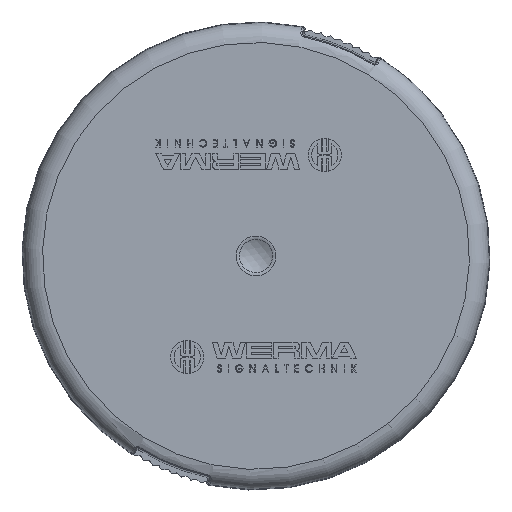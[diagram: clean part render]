
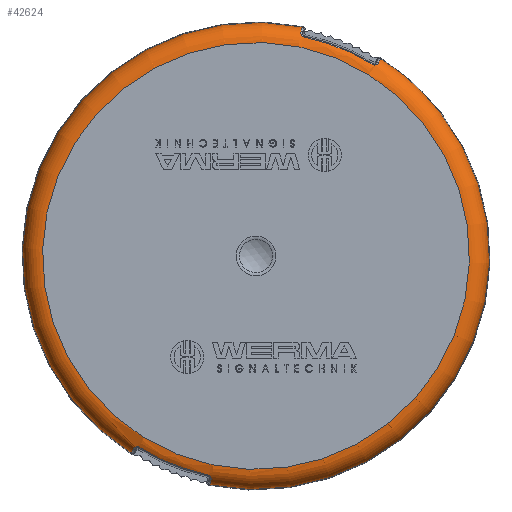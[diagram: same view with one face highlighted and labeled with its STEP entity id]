
A CAD part, top view. The second image highlights one B-rep face of the part: STEP entity #42624.
In plain terms, the highlighted toroidal (fillet/blend) face has major radius 32.153 mm and minor radius 3 mm.
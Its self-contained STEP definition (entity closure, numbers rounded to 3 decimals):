
#106=TOROIDAL_SURFACE('',#45271,32.153,3.);
#1604=CIRCLE('',#44048,32.153);
#1605=CIRCLE('',#44049,32.153);
#2062=CIRCLE('',#45268,33.79);
#2065=CIRCLE('',#45272,35.149);
#2066=CIRCLE('',#45273,3.);
#2067=CIRCLE('',#45274,35.149);
#2068=CIRCLE('',#45275,33.79);
#2069=CIRCLE('',#45276,35.149);
#4658=B_SPLINE_CURVE_WITH_KNOTS('',3,(#111033,#111034,#111035,#111036,#111037,
#111038),.UNSPECIFIED.,.F.,.F.,(4,1,1,4),(-0.115,-0.049,
-0.025,0.),.UNSPECIFIED.);
#4660=B_SPLINE_CURVE_WITH_KNOTS('',3,(#111081,#111082,#111083,#111084,#111085,
#111086),.UNSPECIFIED.,.F.,.F.,(4,1,1,4),(-0.115,-0.082,
-0.049,0.),.UNSPECIFIED.);
#4665=B_SPLINE_CURVE_WITH_KNOTS('',3,(#111193,#111194,#111195,#111196),
 .UNSPECIFIED.,.F.,.F.,(4,4),(-1.866,-1.698),
 .UNSPECIFIED.);
#4673=B_SPLINE_CURVE_WITH_KNOTS('',3,(#111367,#111368,#111369,#111370),
 .UNSPECIFIED.,.F.,.F.,(4,4),(-1.071,-0.902),
 .UNSPECIFIED.);
#4678=B_SPLINE_CURVE_WITH_KNOTS('',3,(#111455,#111456,#111457,#111458),
 .UNSPECIFIED.,.F.,.F.,(4,4),(-1.866,-1.698),
 .UNSPECIFIED.);
#4679=B_SPLINE_CURVE_WITH_KNOTS('',3,(#111460,#111461,#111462,#111463,#111464,
#111465),.UNSPECIFIED.,.F.,.F.,(4,1,1,4),(-0.115,-0.082,
-0.049,0.),.UNSPECIFIED.);
#4680=B_SPLINE_CURVE_WITH_KNOTS('',3,(#111469,#111470,#111471,#111472,#111473,
#111474),.UNSPECIFIED.,.F.,.F.,(4,1,1,4),(-0.115,-0.049,
-0.025,0.),.UNSPECIFIED.);
#4681=B_SPLINE_CURVE_WITH_KNOTS('',3,(#111476,#111477,#111478,#111479),
 .UNSPECIFIED.,.F.,.F.,(4,4),(-1.071,-0.902),
 .UNSPECIFIED.);
#6782=FACE_OUTER_BOUND('',#9268,.T.);
#9268=EDGE_LOOP('',(#34481,#34482,#34483,#34484,#34485,#34486,#34487,#34488,
#34489,#34490,#34491,#34492,#34493,#34494,#34495,#34496,#34497));
#17447=VERTEX_POINT('',#58989);
#17448=VERTEX_POINT('',#58990);
#19514=VERTEX_POINT('',#111031);
#19515=VERTEX_POINT('',#111032);
#19518=VERTEX_POINT('',#111079);
#19519=VERTEX_POINT('',#111080);
#19525=VERTEX_POINT('',#111167);
#19531=VERTEX_POINT('',#111365);
#19534=VERTEX_POINT('',#111449);
#19535=VERTEX_POINT('',#111452);
#19536=VERTEX_POINT('',#111454);
#19537=VERTEX_POINT('',#111459);
#19538=VERTEX_POINT('',#111466);
#19539=VERTEX_POINT('',#111468);
#19540=VERTEX_POINT('',#111475);
#21787=EDGE_CURVE('',#17447,#17448,#1604,.T.);
#21788=EDGE_CURVE('',#17448,#17447,#1605,.T.);
#24772=EDGE_CURVE('',#19514,#19515,#4658,.T.);
#24776=EDGE_CURVE('',#19518,#19519,#4660,.T.);
#24784=EDGE_CURVE('',#19519,#19525,#4665,.T.);
#24789=EDGE_CURVE('',#19515,#19518,#2062,.T.);
#24795=EDGE_CURVE('',#19531,#19514,#4673,.T.);
#24800=EDGE_CURVE('',#19531,#19534,#2065,.T.);
#24801=EDGE_CURVE('',#19534,#17448,#2066,.T.);
#24802=EDGE_CURVE('',#19534,#19535,#2067,.T.);
#24803=EDGE_CURVE('',#19536,#19535,#4678,.T.);
#24804=EDGE_CURVE('',#19537,#19536,#4679,.T.);
#24805=EDGE_CURVE('',#19538,#19537,#2068,.T.);
#24806=EDGE_CURVE('',#19539,#19538,#4680,.T.);
#24807=EDGE_CURVE('',#19540,#19539,#4681,.T.);
#24808=EDGE_CURVE('',#19540,#19525,#2069,.T.);
#34481=ORIENTED_EDGE('',*,*,#24784,.F.);
#34482=ORIENTED_EDGE('',*,*,#24776,.F.);
#34483=ORIENTED_EDGE('',*,*,#24789,.F.);
#34484=ORIENTED_EDGE('',*,*,#24772,.F.);
#34485=ORIENTED_EDGE('',*,*,#24795,.F.);
#34486=ORIENTED_EDGE('',*,*,#24800,.T.);
#34487=ORIENTED_EDGE('',*,*,#24801,.T.);
#34488=ORIENTED_EDGE('',*,*,#21788,.T.);
#34489=ORIENTED_EDGE('',*,*,#21787,.T.);
#34490=ORIENTED_EDGE('',*,*,#24801,.F.);
#34491=ORIENTED_EDGE('',*,*,#24802,.T.);
#34492=ORIENTED_EDGE('',*,*,#24803,.F.);
#34493=ORIENTED_EDGE('',*,*,#24804,.F.);
#34494=ORIENTED_EDGE('',*,*,#24805,.F.);
#34495=ORIENTED_EDGE('',*,*,#24806,.F.);
#34496=ORIENTED_EDGE('',*,*,#24807,.F.);
#34497=ORIENTED_EDGE('',*,*,#24808,.T.);
#42624=ADVANCED_FACE('',(#6782),#106,.T.);
#44048=AXIS2_PLACEMENT_3D('',#58991,#48354,#48355);
#44049=AXIS2_PLACEMENT_3D('',#58992,#48356,#48357);
#45268=AXIS2_PLACEMENT_3D('',#111272,#52261,#52262);
#45271=AXIS2_PLACEMENT_3D('',#111448,#52267,#52268);
#45272=AXIS2_PLACEMENT_3D('',#111450,#52269,#52270);
#45273=AXIS2_PLACEMENT_3D('',#111451,#52271,#52272);
#45274=AXIS2_PLACEMENT_3D('',#111453,#52273,#52274);
#45275=AXIS2_PLACEMENT_3D('',#111467,#52275,#52276);
#45276=AXIS2_PLACEMENT_3D('',#111480,#52277,#52278);
#48354=DIRECTION('center_axis',(0.,0.,
-1.));
#48355=DIRECTION('ref_axis',(0.617,-0.787,0.));
#48356=DIRECTION('center_axis',(0.,0.,
-1.));
#48357=DIRECTION('ref_axis',(0.617,-0.787,0.));
#52261=DIRECTION('center_axis',(0.,0.,
-1.));
#52262=DIRECTION('ref_axis',(-0.373,-0.928,0.));
#52267=DIRECTION('center_axis',(0.,0.,
-1.));
#52268=DIRECTION('ref_axis',(-0.787,-0.617,0.));
#52269=DIRECTION('center_axis',(0.,0.,
1.));
#52270=DIRECTION('ref_axis',(0.617,-0.787,0.));
#52271=DIRECTION('center_axis',(0.617,-0.787,0.));
#52272=DIRECTION('ref_axis',(0.787,0.617,0.));
#52273=DIRECTION('center_axis',(0.,0.,
1.));
#52274=DIRECTION('ref_axis',(0.617,-0.787,0.));
#52275=DIRECTION('center_axis',(0.,0.,
-1.));
#52276=DIRECTION('ref_axis',(0.373,0.928,0.));
#52277=DIRECTION('center_axis',(0.,0.,
1.));
#52278=DIRECTION('ref_axis',(0.617,-0.787,0.));
#58989=CARTESIAN_POINT('',(-19.844,25.299,54.));
#58990=CARTESIAN_POINT('',(25.299,19.844,54.));
#58991=CARTESIAN_POINT('Origin',(0.,0.,
54.));
#58992=CARTESIAN_POINT('Origin',(0.,0.,
54.));
#111031=CARTESIAN_POINT('',(-6.797,-33.817,52.878));
#111032=CARTESIAN_POINT('',(-7.208,-33.012,53.514));
#111033=CARTESIAN_POINT('Ctrl Pts',(-6.797,-33.817,
52.878));
#111034=CARTESIAN_POINT('Ctrl Pts',(-6.756,-33.669,
53.067));
#111035=CARTESIAN_POINT('Ctrl Pts',(-6.745,-33.407,
53.312));
#111036=CARTESIAN_POINT('Ctrl Pts',(-6.974,-33.104,
53.488));
#111037=CARTESIAN_POINT('Ctrl Pts',(-7.127,-33.03,
53.514));
#111038=CARTESIAN_POINT('Ctrl Pts',(-7.208,-33.012,
53.514));
#111079=CARTESIAN_POINT('',(-17.637,-28.822,53.514));
#111080=CARTESIAN_POINT('',(-18.49,-29.118,52.878));
#111081=CARTESIAN_POINT('Ctrl Pts',(-17.637,-28.822,
53.514));
#111082=CARTESIAN_POINT('Ctrl Pts',(-17.731,-28.764,
53.514));
#111083=CARTESIAN_POINT('Ctrl Pts',(-17.957,-28.715,
53.466));
#111084=CARTESIAN_POINT('Ctrl Pts',(-18.3,-28.846,
53.244));
#111085=CARTESIAN_POINT('Ctrl Pts',(-18.436,-29.017,
53.02));
#111086=CARTESIAN_POINT('Ctrl Pts',(-18.49,-29.118,
52.878));
#111167=CARTESIAN_POINT('',(-18.766,-29.72,51.157));
#111193=CARTESIAN_POINT('Ctrl Pts',(-18.49,-29.118,
52.878));
#111194=CARTESIAN_POINT('Ctrl Pts',(-18.676,-29.463,
52.391));
#111195=CARTESIAN_POINT('Ctrl Pts',(-18.774,-29.677,
51.78));
#111196=CARTESIAN_POINT('Ctrl Pts',(-18.766,-29.72,
51.157));
#111272=CARTESIAN_POINT('Origin',(0.,0.,
53.514));
#111365=CARTESIAN_POINT('',(-7.015,-34.442,51.157));
#111367=CARTESIAN_POINT('Ctrl Pts',(-7.015,-34.442,
51.157));
#111368=CARTESIAN_POINT('Ctrl Pts',(-6.979,-34.416,
51.78));
#111369=CARTESIAN_POINT('Ctrl Pts',(-6.901,-34.194,
52.391));
#111370=CARTESIAN_POINT('Ctrl Pts',(-6.797,-33.817,
52.878));
#111448=CARTESIAN_POINT('Origin',(0.,0.,
51.));
#111449=CARTESIAN_POINT('',(27.656,21.693,51.157));
#111450=CARTESIAN_POINT('Origin',(0.,0.,
51.157));
#111451=CARTESIAN_POINT('Origin',(25.299,19.844,51.));
#111452=CARTESIAN_POINT('',(18.766,29.72,51.157));
#111453=CARTESIAN_POINT('Origin',(0.,0.,
51.157));
#111454=CARTESIAN_POINT('',(18.49,29.118,52.878));
#111455=CARTESIAN_POINT('Ctrl Pts',(18.49,29.118,52.878));
#111456=CARTESIAN_POINT('Ctrl Pts',(18.676,29.463,52.391));
#111457=CARTESIAN_POINT('Ctrl Pts',(18.774,29.677,51.78));
#111458=CARTESIAN_POINT('Ctrl Pts',(18.766,29.72,51.157));
#111459=CARTESIAN_POINT('',(17.637,28.822,53.514));
#111460=CARTESIAN_POINT('Ctrl Pts',(17.637,28.822,53.514));
#111461=CARTESIAN_POINT('Ctrl Pts',(17.731,28.764,53.514));
#111462=CARTESIAN_POINT('Ctrl Pts',(17.957,28.715,53.466));
#111463=CARTESIAN_POINT('Ctrl Pts',(18.3,28.846,53.244));
#111464=CARTESIAN_POINT('Ctrl Pts',(18.436,29.017,53.02));
#111465=CARTESIAN_POINT('Ctrl Pts',(18.49,29.118,52.878));
#111466=CARTESIAN_POINT('',(7.208,33.012,53.514));
#111467=CARTESIAN_POINT('Origin',(0.,0.,
53.514));
#111468=CARTESIAN_POINT('',(6.797,33.817,52.878));
#111469=CARTESIAN_POINT('Ctrl Pts',(6.797,33.817,52.878));
#111470=CARTESIAN_POINT('Ctrl Pts',(6.756,33.669,53.067));
#111471=CARTESIAN_POINT('Ctrl Pts',(6.745,33.407,53.312));
#111472=CARTESIAN_POINT('Ctrl Pts',(6.974,33.104,53.488));
#111473=CARTESIAN_POINT('Ctrl Pts',(7.127,33.03,53.514));
#111474=CARTESIAN_POINT('Ctrl Pts',(7.208,33.012,53.514));
#111475=CARTESIAN_POINT('',(7.015,34.442,51.157));
#111476=CARTESIAN_POINT('Ctrl Pts',(7.015,34.442,51.157));
#111477=CARTESIAN_POINT('Ctrl Pts',(6.979,34.416,51.78));
#111478=CARTESIAN_POINT('Ctrl Pts',(6.901,34.194,52.391));
#111479=CARTESIAN_POINT('Ctrl Pts',(6.797,33.817,52.878));
#111480=CARTESIAN_POINT('Origin',(0.,0.,
51.157));
